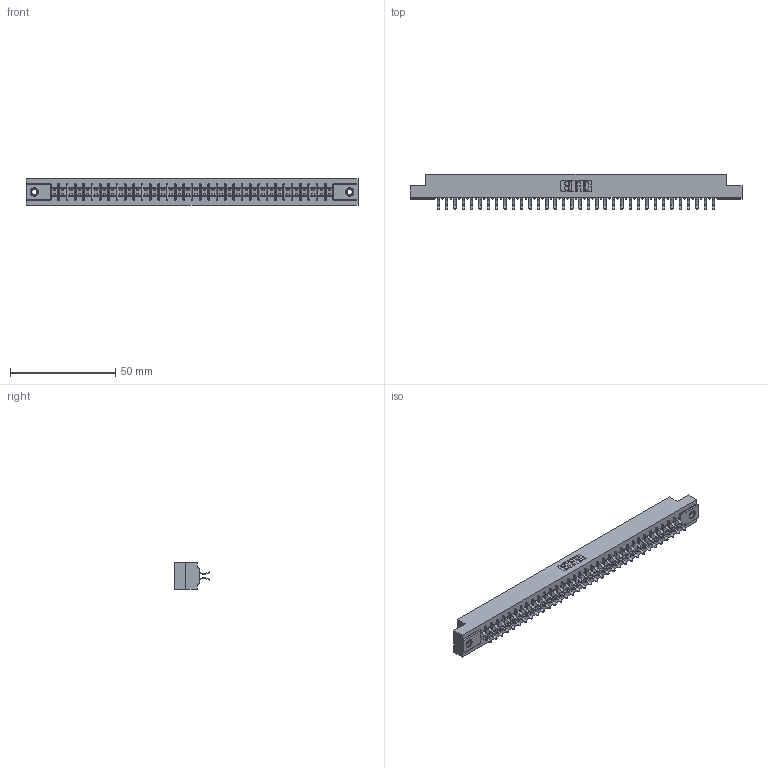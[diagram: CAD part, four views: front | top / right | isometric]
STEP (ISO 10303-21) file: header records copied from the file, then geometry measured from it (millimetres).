
FILE_DESCRIPTION (( 'STEP AP203' ), '1' );
FILE_NAME ('305-068-556-207.STEP', '2019-09-10T04:44:27', ( '' ), ( '' ), 'SwSTEP 2.0', 'SolidWorks 2016', '' );
FILE_SCHEMA (( 'CONFIG_CONTROL_DESIGN' ));
Length unit declared in the file: inch
Products named in the file (4): 305-068-556-207; 305-290-001_556; 305 Part_.156 Dia; 345-250-001_345-250-005-103
Assembly tree (71 placements, depth 2):
  305-068-556-207
    305 Part_.156 Dia
    305-290-001_556  x68
    345-250-001_345-250-005-103  x2
Bounding box: 157.73 x 16.64 x 12.7 mm (x, y, z)
Volume: 16378.6 mm3; surface area: 20720.1 mm2
Topology: 71 solids, 71 shells, 3984 faces, 11434 edges, 7432 vertices
Faces by surface type: plane 2208, cylinder 1624, sphere 136, cone 12, torus 4
Entity records: 39194 total; most frequent: CARTESIAN_POINT 6471, ORIENTED_EDGE 6416, DIRECTION 6280, EDGE_CURVE 3208, VECTOR 2578, LINE 2578, VERTEX_POINT 2042, AXIS2_PLACEMENT_3D 1851
